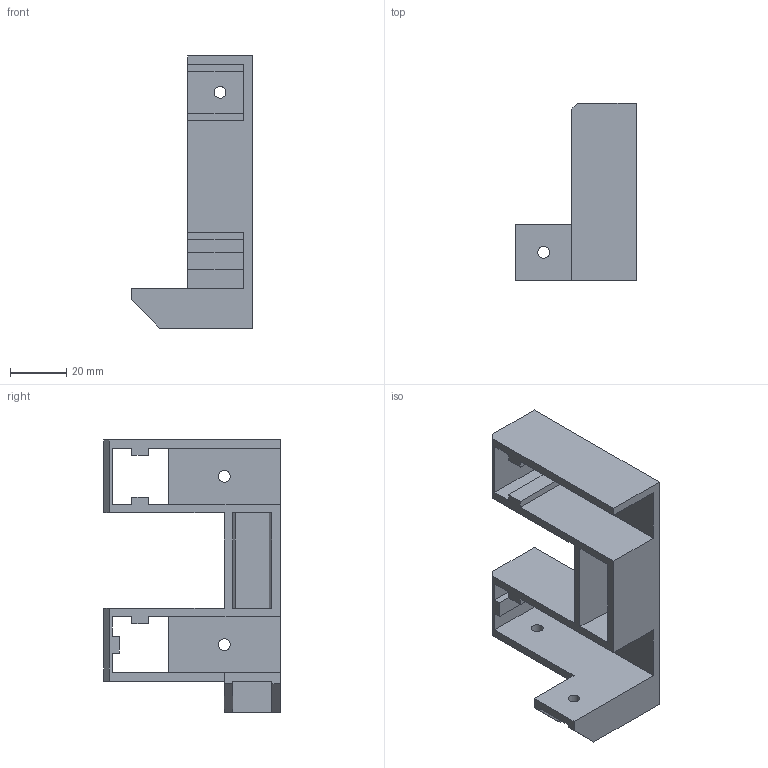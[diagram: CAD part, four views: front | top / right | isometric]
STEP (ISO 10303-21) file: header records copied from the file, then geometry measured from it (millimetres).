
FILE_DESCRIPTION(('FreeCAD Model'),'2;1');
FILE_NAME('foot-front-left.step', '2014-10-27T13:23:48',('FreeCAD'),('FreeCAD'), 'Open CASCADE STEP processor 6.5','FreeCAD','Unknown');
FILE_SCHEMA(('AUTOMOTIVE_DESIGN_CC2 { 1 2 10303 214 -1 1 5 4 }'));
Length unit declared in the file: millimetre
Products named in the file (1): foot-front-left
Bounding box: 43 x 63 x 97 mm (x, y, z)
Volume: 38864.2 mm3; surface area: 25495 mm2
Topology: 1 solids, 1 shells, 57 faces, 168 edges, 112 vertices
Faces by surface type: plane 52, cylinder 5
Full cylindrical faces by diameter (mm): 4.2 x5
Entity records: 4100 total; most frequent: CARTESIAN_POINT 706, DIRECTION 613, LINE 470, VECTOR 470, ORIENTED_EDGE 336, PCURVE 336, DEFINITIONAL_REPRESENTATION 336, EDGE_CURVE 168
